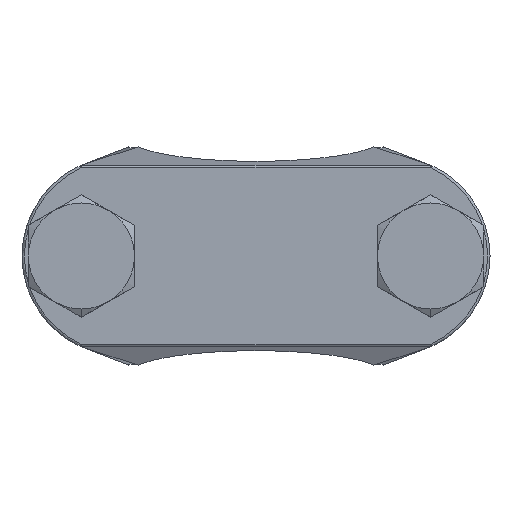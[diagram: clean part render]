
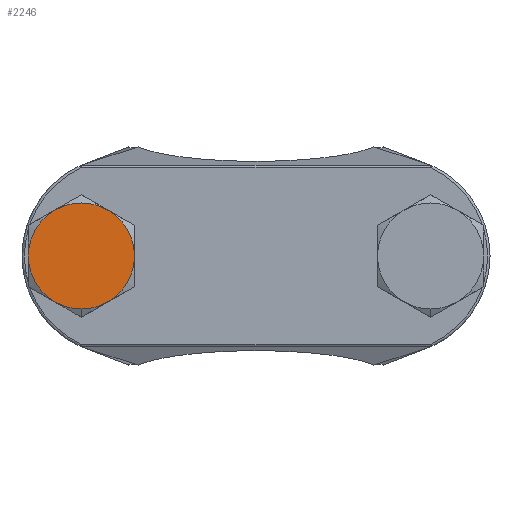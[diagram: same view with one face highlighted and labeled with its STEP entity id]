
A CAD part, front view. The second image highlights one B-rep face of the part: STEP entity #2246.
In plain terms, the highlighted planar face has unit normal (0, -1, 0).
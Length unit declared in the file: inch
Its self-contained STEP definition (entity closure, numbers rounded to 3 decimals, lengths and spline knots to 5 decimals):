
#20 = DIRECTION ( 'NONE',  ( 0., 0., -1. ) ) ;
#22 = AXIS2_PLACEMENT_3D ( 'NONE', #264, #1267, #231 ) ;
#47 = DIRECTION ( 'NONE',  ( 0., -1., 0. ) ) ;
#62 = DIRECTION ( 'NONE',  ( 0., 0., -1. ) ) ;
#77 = CARTESIAN_POINT ( 'NONE',  ( -0.72, -0.2763, 0. ) ) ;
#116 = ORIENTED_EDGE ( 'NONE', *, *, #2387, .T. ) ;
#207 = VERTEX_POINT ( 'NONE', #1462 ) ;
#210 = CIRCLE ( 'NONE', #1236, 0.21875 ) ;
#231 = DIRECTION ( 'NONE',  ( 0., 0., -1. ) ) ;
#238 = EDGE_CURVE ( 'NONE', #1072, #207, #1230, .T. ) ;
#247 = ORIENTED_EDGE ( 'NONE', *, *, #2566, .T. ) ;
#264 = CARTESIAN_POINT ( 'NONE',  ( -0.72, -0.2763, 0. ) ) ;
#278 = DIRECTION ( 'NONE',  ( 0., 0., -1. ) ) ;
#294 = CARTESIAN_POINT ( 'NONE',  ( 0., -0.2763, 0. ) ) ;
#367 = CARTESIAN_POINT ( 'NONE',  ( -0.61062, -0.2763, -0.18944 ) ) ;
#384 = EDGE_CURVE ( 'NONE', #1670, #1146, #3092, .T. ) ;
#416 = CARTESIAN_POINT ( 'NONE',  ( -0.72, -0.2763, -0.21875 ) ) ;
#441 = DIRECTION ( 'NONE',  ( 0., 0., -1. ) ) ;
#459 = CIRCLE ( 'NONE', #22, 0.21875 ) ;
#534 = AXIS2_PLACEMENT_3D ( 'NONE', #3161, #540, #278 ) ;
#540 = DIRECTION ( 'NONE',  ( 0., -1., 0. ) ) ;
#589 = EDGE_CURVE ( 'NONE', #207, #966, #2962, .T. ) ;
#688 = VERTEX_POINT ( 'NONE', #1835 ) ;
#712 = EDGE_LOOP ( 'NONE', ( #734, #1163, #247, #2199, #2447, #1232, #116 ) ) ;
#734 = ORIENTED_EDGE ( 'NONE', *, *, #2316, .T. ) ;
#811 = CARTESIAN_POINT ( 'NONE',  ( -0.72, -0.2763, 0. ) ) ;
#836 = DIRECTION ( 'NONE',  ( 0., -1., 0. ) ) ;
#881 = CARTESIAN_POINT ( 'NONE',  ( -0.50125, -0.2763, 0. ) ) ;
#966 = VERTEX_POINT ( 'NONE', #2997 ) ;
#1068 = DIRECTION ( 'NONE',  ( 0., -1., 0. ) ) ;
#1072 = VERTEX_POINT ( 'NONE', #881 ) ;
#1102 = DIRECTION ( 'NONE',  ( 0., 0., -1. ) ) ;
#1118 = AXIS2_PLACEMENT_3D ( 'NONE', #294, #836, #1102 ) ;
#1146 = VERTEX_POINT ( 'NONE', #367 ) ;
#1163 = ORIENTED_EDGE ( 'NONE', *, *, #384, .T. ) ;
#1192 = CARTESIAN_POINT ( 'NONE',  ( -0.72, -0.2763, 0. ) ) ;
#1230 = CIRCLE ( 'NONE', #1548, 0.21875 ) ;
#1232 = ORIENTED_EDGE ( 'NONE', *, *, #1285, .T. ) ;
#1236 = AXIS2_PLACEMENT_3D ( 'NONE', #77, #47, #62 ) ;
#1267 = DIRECTION ( 'NONE',  ( 0., -1., 0. ) ) ;
#1285 = EDGE_CURVE ( 'NONE', #966, #688, #459, .T. ) ;
#1424 = CIRCLE ( 'NONE', #534, 0.21875 ) ;
#1462 = CARTESIAN_POINT ( 'NONE',  ( -0.61062, -0.2763, 0.18944 ) ) ;
#1548 = AXIS2_PLACEMENT_3D ( 'NONE', #3119, #2857, #3082 ) ;
#1670 = VERTEX_POINT ( 'NONE', #416 ) ;
#1793 = AXIS2_PLACEMENT_3D ( 'NONE', #2203, #2228, #2177 ) ;
#1830 = PLANE ( 'NONE',  #1118 ) ;
#1835 = CARTESIAN_POINT ( 'NONE',  ( -0.93875, -0.2763, 0. ) ) ;
#2073 = VERTEX_POINT ( 'NONE', #2508 ) ;
#2134 = FACE_OUTER_BOUND ( 'NONE', #712, .T. ) ;
#2139 = AXIS2_PLACEMENT_3D ( 'NONE', #811, #1068, #20 ) ;
#2177 = DIRECTION ( 'NONE',  ( 0., 0., -1. ) ) ;
#2199 = ORIENTED_EDGE ( 'NONE', *, *, #238, .T. ) ;
#2203 = CARTESIAN_POINT ( 'NONE',  ( -0.72, -0.2763, 0. ) ) ;
#2228 = DIRECTION ( 'NONE',  ( 0., -1., 0. ) ) ;
#2246 = ADVANCED_FACE ( 'NONE', ( #2134 ), #1830, .T. ) ;
#2316 = EDGE_CURVE ( 'NONE', #2073, #1670, #210, .T. ) ;
#2387 = EDGE_CURVE ( 'NONE', #688, #2073, #2571, .T. ) ;
#2447 = ORIENTED_EDGE ( 'NONE', *, *, #589, .T. ) ;
#2508 = CARTESIAN_POINT ( 'NONE',  ( -0.82937, -0.2763, -0.18944 ) ) ;
#2553 = DIRECTION ( 'NONE',  ( 0., -1., 0. ) ) ;
#2566 = EDGE_CURVE ( 'NONE', #1146, #1072, #1424, .T. ) ;
#2571 = CIRCLE ( 'NONE', #1793, 0.21875 ) ;
#2842 = AXIS2_PLACEMENT_3D ( 'NONE', #1192, #2553, #441 ) ;
#2857 = DIRECTION ( 'NONE',  ( 0., -1., 0. ) ) ;
#2962 = CIRCLE ( 'NONE', #2842, 0.21875 ) ;
#2997 = CARTESIAN_POINT ( 'NONE',  ( -0.82937, -0.2763, 0.18944 ) ) ;
#3082 = DIRECTION ( 'NONE',  ( 0., 0., -1. ) ) ;
#3092 = CIRCLE ( 'NONE', #2139, 0.21875 ) ;
#3119 = CARTESIAN_POINT ( 'NONE',  ( -0.72, -0.2763, 0. ) ) ;
#3161 = CARTESIAN_POINT ( 'NONE',  ( -0.72, -0.2763, 0. ) ) ;
